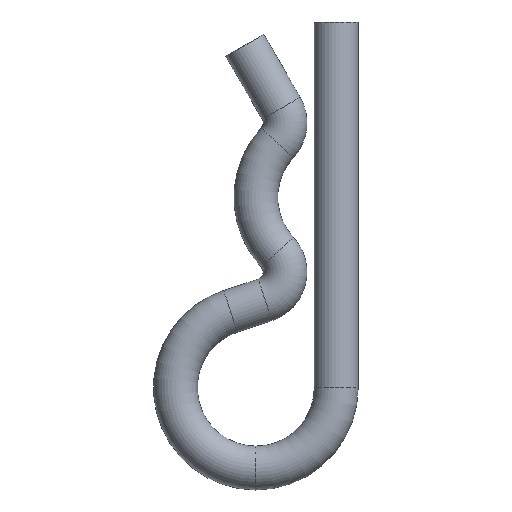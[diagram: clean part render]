
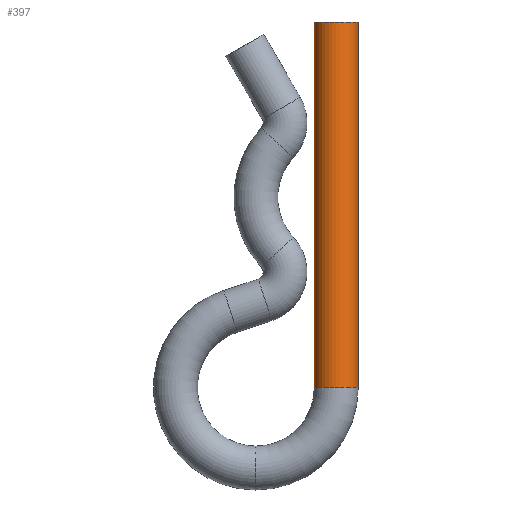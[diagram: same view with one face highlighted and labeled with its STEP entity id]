
A CAD part, left-side view. The second image highlights one B-rep face of the part: STEP entity #397.
In plain terms, the highlighted cylindrical face has radius 0.595 mm (diameter 1.191 mm), a partial arc.
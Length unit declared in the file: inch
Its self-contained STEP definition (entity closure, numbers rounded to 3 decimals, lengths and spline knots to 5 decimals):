
#1 = VERTEX_POINT ( 'NONE', #13 ) ;
#6 = VERTEX_POINT ( 'NONE', #27 ) ;
#7 = VERTEX_POINT ( 'NONE', #31 ) ;
#13 = CARTESIAN_POINT ( 'NONE',  ( 0., 0.02344, 0. ) ) ;
#17 = CARTESIAN_POINT ( 'NONE',  ( 0., 0.02344, -0.39063 ) ) ;
#27 = CARTESIAN_POINT ( 'NONE',  ( 0., -0.02344, -0.39063 ) ) ;
#31 = CARTESIAN_POINT ( 'NONE',  ( 0., -0.02344, 0. ) ) ;
#39 = VERTEX_POINT ( 'NONE', #17 ) ;
#59 = CYLINDRICAL_SURFACE ( 'NONE', #233, 0.02344 ) ;
#61 = VECTOR ( 'NONE', #347, 39.37008 ) ;
#84 = EDGE_LOOP ( 'NONE', ( #101, #96, #93, #94 ) ) ;
#93 = ORIENTED_EDGE ( 'NONE', *, *, #252, .T. ) ;
#94 = ORIENTED_EDGE ( 'NONE', *, *, #236, .F. ) ;
#96 = ORIENTED_EDGE ( 'NONE', *, *, #249, .T. ) ;
#101 = ORIENTED_EDGE ( 'NONE', *, *, #259, .F. ) ;
#117 = CIRCLE ( 'NONE', #304, 0.02344 ) ;
#118 = LINE ( 'NONE', #350, #61 ) ;
#136 = CIRCLE ( 'NONE', #206, 0.02344 ) ;
#206 = AXIS2_PLACEMENT_3D ( 'NONE', #348, #373, #372 ) ;
#233 = AXIS2_PLACEMENT_3D ( 'NONE', #442, #444, #456 ) ;
#236 = EDGE_CURVE ( 'NONE', #1, #7, #117, .T. ) ;
#249 = EDGE_CURVE ( 'NONE', #39, #6, #136, .T. ) ;
#252 = EDGE_CURVE ( 'NONE', #6, #7, #477, .T. ) ;
#259 = EDGE_CURVE ( 'NONE', #39, #1, #118, .T. ) ;
#304 = AXIS2_PLACEMENT_3D ( 'NONE', #387, #377, #378 ) ;
#342 = CARTESIAN_POINT ( 'NONE',  ( 0., -0.02344, -0.39063 ) ) ;
#347 = DIRECTION ( 'NONE',  ( 0., 0., 1. ) ) ;
#348 = CARTESIAN_POINT ( 'NONE',  ( 0., 0., -0.39063 ) ) ;
#350 = CARTESIAN_POINT ( 'NONE',  ( 0., 0.02344, -0.39063 ) ) ;
#364 = DIRECTION ( 'NONE',  ( 0., 0., 1. ) ) ;
#372 = DIRECTION ( 'NONE',  ( 1., 0., 0. ) ) ;
#373 = DIRECTION ( 'NONE',  ( 0., 0., 1. ) ) ;
#377 = DIRECTION ( 'NONE',  ( 0., 0., 1. ) ) ;
#378 = DIRECTION ( 'NONE',  ( 1., 0., 0. ) ) ;
#387 = CARTESIAN_POINT ( 'NONE',  ( 0., 0., 0. ) ) ;
#397 = ADVANCED_FACE ( 'NONE', ( #512 ), #59, .T. ) ;
#442 = CARTESIAN_POINT ( 'NONE',  ( 0., 0., -0.39063 ) ) ;
#444 = DIRECTION ( 'NONE',  ( 0., 0., 1. ) ) ;
#456 = DIRECTION ( 'NONE',  ( 0., -1., 0. ) ) ;
#477 = LINE ( 'NONE', #342, #481 ) ;
#481 = VECTOR ( 'NONE', #364, 39.37008 ) ;
#512 = FACE_OUTER_BOUND ( 'NONE', #84, .T. ) ;
